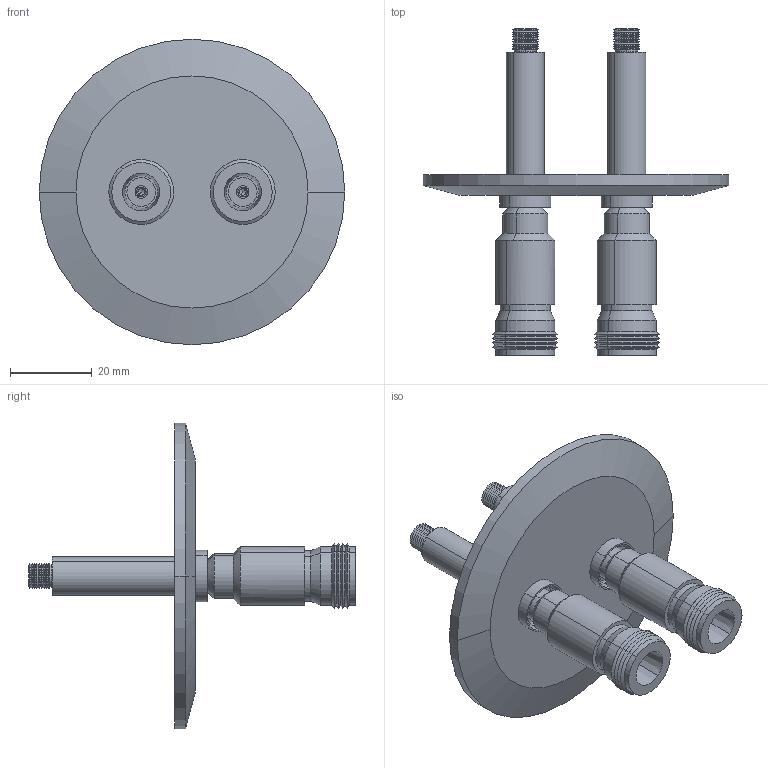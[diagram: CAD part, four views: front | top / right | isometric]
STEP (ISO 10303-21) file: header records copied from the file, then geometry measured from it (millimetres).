
FILE_DESCRIPTION (( 'STEP AP203' ), '1' );
FILE_NAME ('A8224-2.STEP', '2019-04-30T15:55:53', ( '' ), ( '' ), 'SwSTEP 2.0', 'SolidWorks 2019', '' );
FILE_SCHEMA (( 'CONFIG_CONTROL_DESIGN' ));
Length unit declared in the file: inch
Products named in the file (1): A8224-2
Bounding box: 74.93 x 80.14 x 74.93 mm (x, y, z)
Volume: 28382.9 mm3; surface area: 23324.4 mm2
Topology: 1 solids, 3 shells, 366 faces, 796 edges, 462 vertices
Faces by surface type: cone 168, cylinder 126, plane 68, torus 4
Entity records: 9969 total; most frequent: DIRECTION 1940, CARTESIAN_POINT 1641, ORIENTED_EDGE 1576, AXIS2_PLACEMENT_3D 793, EDGE_CURVE 788, VERTEX_POINT 462, CIRCLE 426, EDGE_LOOP 404
